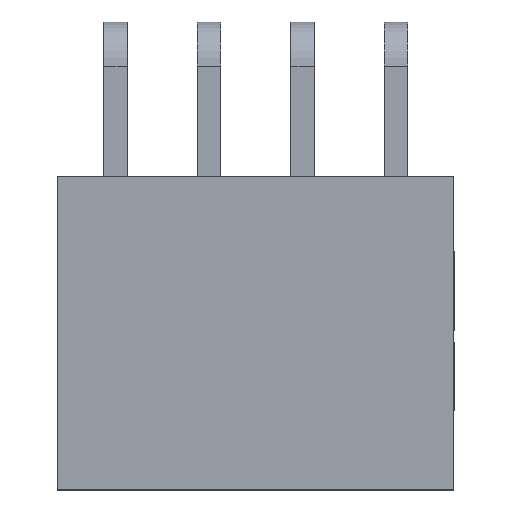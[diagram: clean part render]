
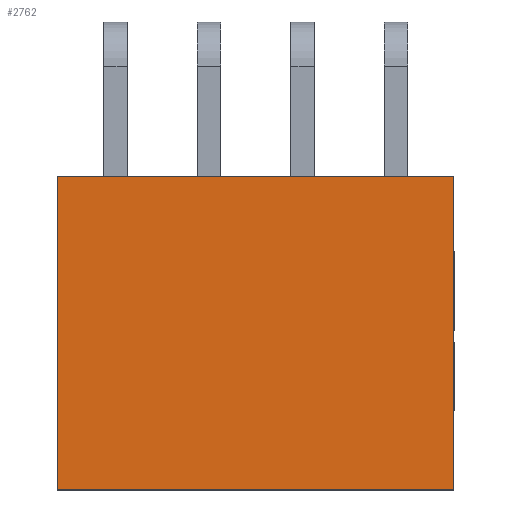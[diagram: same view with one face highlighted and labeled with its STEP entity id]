
A CAD part, top view. The second image highlights one B-rep face of the part: STEP entity #2762.
In plain terms, the highlighted planar face has unit normal (0, 0, 1).
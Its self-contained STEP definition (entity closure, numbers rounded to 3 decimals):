
#555 = LINE ( 'NONE', #16331, #9462 ) ;
#1389 = CARTESIAN_POINT ( 'NONE',  ( 5.38, -6.35, 4.75 ) ) ;
#1507 = CARTESIAN_POINT ( 'NONE',  ( 5.38, -6.35, 4.75 ) ) ;
#2554 = CARTESIAN_POINT ( 'NONE',  ( -5.38, 2.15, 4.75 ) ) ;
#2762 = ADVANCED_FACE ( 'NONE', ( #13665 ), #6245, .F. ) ;
#2766 = DIRECTION ( 'NONE',  ( 0., 0., -1. ) ) ;
#2795 = EDGE_CURVE ( 'NONE', #17356, #3094, #16173, .T. ) ;
#2995 = DIRECTION ( 'NONE',  ( 0., 1., 0. ) ) ;
#3094 = VERTEX_POINT ( 'NONE', #2554 ) ;
#3387 = DIRECTION ( 'NONE',  ( 0., 1., 0. ) ) ;
#4786 = LINE ( 'NONE', #1507, #16515 ) ;
#6022 = CARTESIAN_POINT ( 'NONE',  ( -5.38, -6.35, 4.75 ) ) ;
#6191 = EDGE_CURVE ( 'NONE', #13442, #17356, #4786, .T. ) ;
#6245 = PLANE ( 'NONE',  #20410 ) ;
#6331 = EDGE_LOOP ( 'NONE', ( #17006, #17444, #23021, #19621 ) ) ;
#7241 = VECTOR ( 'NONE', #17738, 1000. ) ;
#7414 = DIRECTION ( 'NONE',  ( 0., 1., 0. ) ) ;
#9236 = LINE ( 'NONE', #14416, #21961 ) ;
#9462 = VECTOR ( 'NONE', #7414, 1000. ) ;
#12663 = DIRECTION ( 'NONE',  ( -1., 0., 0. ) ) ;
#13442 = VERTEX_POINT ( 'NONE', #1389 ) ;
#13665 = FACE_OUTER_BOUND ( 'NONE', #6331, .T. ) ;
#14214 = CARTESIAN_POINT ( 'NONE',  ( -5.38, 2.15, 4.75 ) ) ;
#14416 = CARTESIAN_POINT ( 'NONE',  ( -5.38, -6.35, 4.75 ) ) ;
#15206 = EDGE_CURVE ( 'NONE', #13442, #20124, #9236, .T. ) ;
#16173 = LINE ( 'NONE', #14214, #7241 ) ;
#16331 = CARTESIAN_POINT ( 'NONE',  ( -5.38, -6.35, 4.75 ) ) ;
#16515 = VECTOR ( 'NONE', #3387, 1000. ) ;
#17006 = ORIENTED_EDGE ( 'NONE', *, *, #2795, .T. ) ;
#17356 = VERTEX_POINT ( 'NONE', #21743 ) ;
#17444 = ORIENTED_EDGE ( 'NONE', *, *, #22573, .F. ) ;
#17738 = DIRECTION ( 'NONE',  ( -1., 0., 0. ) ) ;
#19621 = ORIENTED_EDGE ( 'NONE', *, *, #6191, .T. ) ;
#20124 = VERTEX_POINT ( 'NONE', #6022 ) ;
#20410 = AXIS2_PLACEMENT_3D ( 'NONE', #22448, #2766, #2995 ) ;
#21743 = CARTESIAN_POINT ( 'NONE',  ( 5.38, 2.15, 4.75 ) ) ;
#21961 = VECTOR ( 'NONE', #12663, 1000. ) ;
#22448 = CARTESIAN_POINT ( 'NONE',  ( -5.38, -6.35, 4.75 ) ) ;
#22573 = EDGE_CURVE ( 'NONE', #20124, #3094, #555, .T. ) ;
#23021 = ORIENTED_EDGE ( 'NONE', *, *, #15206, .F. ) ;
